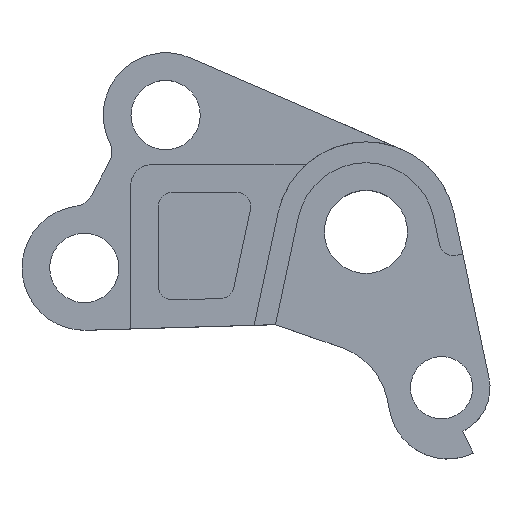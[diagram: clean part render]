
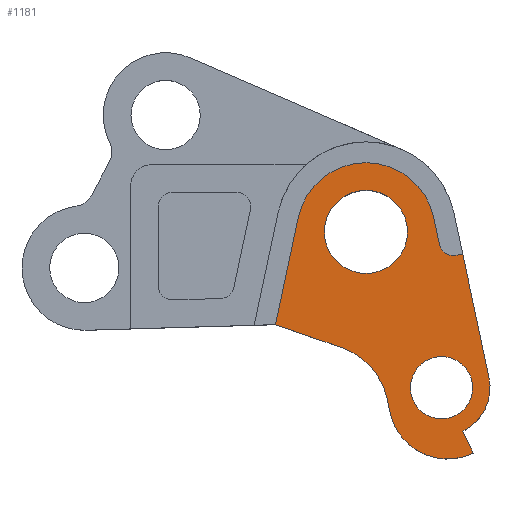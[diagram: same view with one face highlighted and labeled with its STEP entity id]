
A CAD part, top view. The second image highlights one B-rep face of the part: STEP entity #1181.
In plain terms, the highlighted planar face has unit normal (0, 0, 1).
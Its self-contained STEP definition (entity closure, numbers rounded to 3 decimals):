
#2 = CARTESIAN_POINT ( 'NONE',  ( 54.632, 2.029, 9.5 ) ) ;
#5 = VERTEX_POINT ( 'NONE', #2161 ) ;
#20 = EDGE_LOOP ( 'NONE', ( #1908, #580 ) ) ;
#43 = CIRCLE ( 'NONE', #2318, 4.5 ) ;
#83 = DIRECTION ( 'NONE',  ( 0.208, -0.978, 0. ) ) ;
#87 = CIRCLE ( 'NONE', #173, 10. ) ;
#88 = EDGE_CURVE ( 'NONE', #1291, #339, #594, .T. ) ;
#92 = VECTOR ( 'NONE', #2495, 1000. ) ;
#121 = EDGE_CURVE ( 'NONE', #1106, #357, #1657, .T. ) ;
#122 = ORIENTED_EDGE ( 'NONE', *, *, #1260, .F. ) ;
#125 = FACE_OUTER_BOUND ( 'NONE', #1324, .T. ) ;
#142 = AXIS2_PLACEMENT_3D ( 'NONE', #970, #146, #2505 ) ;
#146 = DIRECTION ( 'NONE',  ( 0., 0., 1. ) ) ;
#173 = AXIS2_PLACEMENT_3D ( 'NONE', #1249, #1463, #2252 ) ;
#195 = EDGE_CURVE ( 'NONE', #1806, #2304, #756, .T. ) ;
#206 = EDGE_CURVE ( 'NONE', #2462, #1630, #1165, .T. ) ;
#223 = LINE ( 'NONE', #406, #1412 ) ;
#227 = DIRECTION ( 'NONE',  ( 1., 0., 0. ) ) ;
#293 = VERTEX_POINT ( 'NONE', #1386 ) ;
#305 = DIRECTION ( 'NONE',  ( 1., 0., 0. ) ) ;
#336 = DIRECTION ( 'NONE',  ( 1., 0., 0. ) ) ;
#339 = VERTEX_POINT ( 'NONE', #2371 ) ;
#357 = VERTEX_POINT ( 'NONE', #2175 ) ;
#406 = CARTESIAN_POINT ( 'NONE',  ( 54.641, -23.6, 9.5 ) ) ;
#407 = DIRECTION ( 'NONE',  ( 1., 0., 0. ) ) ;
#458 = VERTEX_POINT ( 'NONE', #1244 ) ;
#482 = FACE_BOUND ( 'NONE', #1618, .T. ) ;
#503 = AXIS2_PLACEMENT_3D ( 'NONE', #1413, #1800, #407 ) ;
#535 = VERTEX_POINT ( 'NONE', #2421 ) ;
#541 = CARTESIAN_POINT ( 'NONE',  ( 40.67, 5.189, 9.5 ) ) ;
#554 = ORIENTED_EDGE ( 'NONE', *, *, #88, .F. ) ;
#558 = LINE ( 'NONE', #1945, #1738 ) ;
#559 = VECTOR ( 'NONE', #1504, 1000. ) ;
#569 = DIRECTION ( 'NONE',  ( 0., 0., 1. ) ) ;
#580 = ORIENTED_EDGE ( 'NONE', *, *, #1395, .F. ) ;
#581 = DIRECTION ( 'NONE',  ( 0.978, 0.208, 0. ) ) ;
#594 = CIRCLE ( 'NONE', #2364, 4.5 ) ;
#655 = DIRECTION ( 'NONE',  ( 0., 0., -1. ) ) ;
#675 = FACE_BOUND ( 'NONE', #20, .T. ) ;
#682 = CARTESIAN_POINT ( 'NONE',  ( 27.601, -8.198, 9.5 ) ) ;
#697 = EDGE_CURVE ( 'NONE', #2462, #1118, #2242, .T. ) ;
#703 = CARTESIAN_POINT ( 'NONE',  ( 53.238, 3.777, 9.5 ) ) ;
#755 = VECTOR ( 'NONE', #2507, 1000. ) ;
#756 = LINE ( 'NONE', #1909, #559 ) ;
#776 = AXIS2_PLACEMENT_3D ( 'NONE', #2334, #2136, #2126 ) ;
#792 = DIRECTION ( 'NONE',  ( -1., 0., 0. ) ) ;
#832 = ORIENTED_EDGE ( 'NONE', *, *, #206, .T. ) ;
#895 = EDGE_CURVE ( 'NONE', #535, #458, #223, .T. ) ;
#921 = CARTESIAN_POINT ( 'NONE',  ( 56.085, -17.303, 9.5 ) ) ;
#970 = CARTESIAN_POINT ( 'NONE',  ( 40.67, 5.189, 9.5 ) ) ;
#1003 = DIRECTION ( 'NONE',  ( -0.437, 0.9, 0. ) ) ;
#1050 = ORIENTED_EDGE ( 'NONE', *, *, #2521, .F. ) ;
#1106 = VERTEX_POINT ( 'NONE', #2441 ) ;
#1115 = CARTESIAN_POINT ( 'NONE',  ( 30.889, 7.268, 9.5 ) ) ;
#1118 = VERTEX_POINT ( 'NONE', #1439 ) ;
#1132 = ORIENTED_EDGE ( 'NONE', *, *, #2372, .T. ) ;
#1165 = LINE ( 'NONE', #1948, #2539 ) ;
#1179 = ORIENTED_EDGE ( 'NONE', *, *, #2373, .F. ) ;
#1181 = ADVANCED_FACE ( 'NONE', ( #125, #675, #482 ), #1263, .T. ) ;
#1239 = ORIENTED_EDGE ( 'NONE', *, *, #1840, .T. ) ;
#1244 = CARTESIAN_POINT ( 'NONE',  ( 54.641, -23.6, 9.5 ) ) ;
#1249 = CARTESIAN_POINT ( 'NONE',  ( 33.947, -20.992, 9.5 ) ) ;
#1254 = DIRECTION ( 'NONE',  ( 0., 0., 1. ) ) ;
#1257 = ORIENTED_EDGE ( 'NONE', *, *, #2486, .T. ) ;
#1260 = EDGE_CURVE ( 'NONE', #339, #1291, #43, .T. ) ;
#1263 = PLANE ( 'NONE',  #776 ) ;
#1274 = ORIENTED_EDGE ( 'NONE', *, *, #195, .F. ) ;
#1291 = VERTEX_POINT ( 'NONE', #921 ) ;
#1293 = ORIENTED_EDGE ( 'NONE', *, *, #1557, .T. ) ;
#1315 = DIRECTION ( 'NONE',  ( 0.945, -0.328, 0. ) ) ;
#1324 = EDGE_LOOP ( 'NONE', ( #1050, #1179, #1274, #2026, #1458, #832, #1257, #1132, #1239, #2498, #2050, #1293 ) ) ;
#1352 = AXIS2_PLACEMENT_3D ( 'NONE', #703, #1254, #2036 ) ;
#1386 = CARTESIAN_POINT ( 'NONE',  ( 58.432, -15.847, 9.5 ) ) ;
#1395 = EDGE_CURVE ( 'NONE', #357, #1106, #1599, .T. ) ;
#1412 = VECTOR ( 'NONE', #1003, 1000. ) ;
#1413 = CARTESIAN_POINT ( 'NONE',  ( 40.67, 5.189, 9.5 ) ) ;
#1439 = CARTESIAN_POINT ( 'NONE',  ( 30.889, 7.268, 9.5 ) ) ;
#1458 = ORIENTED_EDGE ( 'NONE', *, *, #697, .F. ) ;
#1463 = DIRECTION ( 'NONE',  ( 0., 0., -1. ) ) ;
#1466 = CIRCLE ( 'NONE', #1352, 2. ) ;
#1488 = DIRECTION ( 'NONE',  ( 0., 0., 1. ) ) ;
#1504 = DIRECTION ( 'NONE',  ( 0.208, -0.978, 0. ) ) ;
#1505 = CARTESIAN_POINT ( 'NONE',  ( 37.231, -11.547, 9.5 ) ) ;
#1534 = CARTESIAN_POINT ( 'NONE',  ( 53.654, 1.821, 9.5 ) ) ;
#1550 = DIRECTION ( 'NONE',  ( 0., 0., 1. ) ) ;
#1557 = EDGE_CURVE ( 'NONE', #293, #2064, #2017, .T. ) ;
#1599 = CIRCLE ( 'NONE', #503, 6. ) ;
#1618 = EDGE_LOOP ( 'NONE', ( #122, #554 ) ) ;
#1630 = VERTEX_POINT ( 'NONE', #1505 ) ;
#1652 = AXIS2_PLACEMENT_3D ( 'NONE', #2517, #569, #792 ) ;
#1655 = CARTESIAN_POINT ( 'NONE',  ( 52.458, -19.102, 9.5 ) ) ;
#1657 = CIRCLE ( 'NONE', #142, 6. ) ;
#1682 = LINE ( 'NONE', #2471, #1725 ) ;
#1697 = VERTEX_POINT ( 'NONE', #1534 ) ;
#1721 = VERTEX_POINT ( 'NONE', #2196 ) ;
#1725 = VECTOR ( 'NONE', #83, 1000. ) ;
#1738 = VECTOR ( 'NONE', #581, 1000. ) ;
#1792 = CARTESIAN_POINT ( 'NONE',  ( 50.452, 7.268, 9.5 ) ) ;
#1800 = DIRECTION ( 'NONE',  ( 0., 0., 1. ) ) ;
#1806 = VERTEX_POINT ( 'NONE', #1792 ) ;
#1840 = EDGE_CURVE ( 'NONE', #5, #535, #2361, .T. ) ;
#1853 = CIRCLE ( 'NONE', #2269, 10. ) ;
#1908 = ORIENTED_EDGE ( 'NONE', *, *, #121, .F. ) ;
#1909 = CARTESIAN_POINT ( 'NONE',  ( 51.282, 3.362, 9.5 ) ) ;
#1945 = CARTESIAN_POINT ( 'NONE',  ( 54.632, 2.029, 9.5 ) ) ;
#1948 = CARTESIAN_POINT ( 'NONE',  ( 27.601, -8.198, 9.5 ) ) ;
#1978 = CIRCLE ( 'NONE', #1652, 7. ) ;
#1985 = DIRECTION ( 'NONE',  ( 0., 0., 1. ) ) ;
#2015 = EDGE_CURVE ( 'NONE', #458, #293, #1978, .T. ) ;
#2017 = LINE ( 'NONE', #2411, #755 ) ;
#2026 = ORIENTED_EDGE ( 'NONE', *, *, #2404, .F. ) ;
#2036 = DIRECTION ( 'NONE',  ( -1., 0., 0. ) ) ;
#2050 = ORIENTED_EDGE ( 'NONE', *, *, #2015, .T. ) ;
#2064 = VERTEX_POINT ( 'NONE', #2 ) ;
#2126 = DIRECTION ( 'NONE',  ( 1., 0., 0. ) ) ;
#2136 = DIRECTION ( 'NONE',  ( 0., 0., 1. ) ) ;
#2161 = CARTESIAN_POINT ( 'NONE',  ( 44.144, -20.869, 9.5 ) ) ;
#2175 = CARTESIAN_POINT ( 'NONE',  ( 46.67, 5.189, 9.5 ) ) ;
#2196 = CARTESIAN_POINT ( 'NONE',  ( 43.728, -18.913, 9.5 ) ) ;
#2242 = LINE ( 'NONE', #1115, #92 ) ;
#2246 = CARTESIAN_POINT ( 'NONE',  ( 51.282, 3.362, 9.5 ) ) ;
#2252 = DIRECTION ( 'NONE',  ( 1., 0., 0. ) ) ;
#2269 = AXIS2_PLACEMENT_3D ( 'NONE', #541, #655, #305 ) ;
#2304 = VERTEX_POINT ( 'NONE', #2246 ) ;
#2318 = AXIS2_PLACEMENT_3D ( 'NONE', #2497, #1550, #336 ) ;
#2334 = CARTESIAN_POINT ( 'NONE',  ( 40.67, 5.189, 9.5 ) ) ;
#2361 = CIRCLE ( 'NONE', #2398, 8.5 ) ;
#2364 = AXIS2_PLACEMENT_3D ( 'NONE', #2540, #1985, #227 ) ;
#2371 = CARTESIAN_POINT ( 'NONE',  ( 47.085, -17.303, 9.5 ) ) ;
#2372 = EDGE_CURVE ( 'NONE', #1721, #5, #1682, .T. ) ;
#2373 = EDGE_CURVE ( 'NONE', #2304, #1697, #1466, .T. ) ;
#2398 = AXIS2_PLACEMENT_3D ( 'NONE', #1655, #1488, #2446 ) ;
#2404 = EDGE_CURVE ( 'NONE', #1118, #1806, #1853, .T. ) ;
#2411 = CARTESIAN_POINT ( 'NONE',  ( 54.632, 2.029, 9.5 ) ) ;
#2421 = CARTESIAN_POINT ( 'NONE',  ( 56.169, -26.749, 9.5 ) ) ;
#2441 = CARTESIAN_POINT ( 'NONE',  ( 34.67, 5.189, 9.5 ) ) ;
#2446 = DIRECTION ( 'NONE',  ( -1., 0., 0. ) ) ;
#2462 = VERTEX_POINT ( 'NONE', #682 ) ;
#2471 = CARTESIAN_POINT ( 'NONE',  ( 44.144, -20.869, 9.5 ) ) ;
#2486 = EDGE_CURVE ( 'NONE', #1630, #1721, #87, .T. ) ;
#2495 = DIRECTION ( 'NONE',  ( 0.208, 0.978, 0. ) ) ;
#2497 = CARTESIAN_POINT ( 'NONE',  ( 51.585, -17.303, 9.5 ) ) ;
#2498 = ORIENTED_EDGE ( 'NONE', *, *, #895, .T. ) ;
#2505 = DIRECTION ( 'NONE',  ( 1., 0., 0. ) ) ;
#2507 = DIRECTION ( 'NONE',  ( -0.208, 0.978, 0. ) ) ;
#2517 = CARTESIAN_POINT ( 'NONE',  ( 51.585, -17.303, 9.5 ) ) ;
#2521 = EDGE_CURVE ( 'NONE', #1697, #2064, #558, .T. ) ;
#2539 = VECTOR ( 'NONE', #1315, 1000. ) ;
#2540 = CARTESIAN_POINT ( 'NONE',  ( 51.585, -17.303, 9.5 ) ) ;
